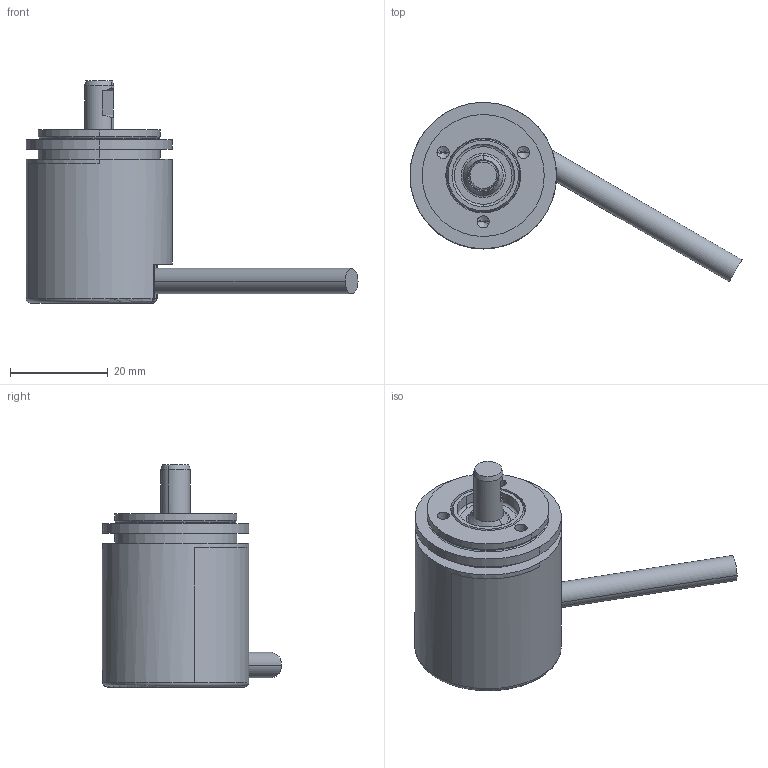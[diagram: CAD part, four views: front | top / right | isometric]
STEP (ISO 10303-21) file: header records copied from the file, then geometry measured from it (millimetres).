
FILE_DESCRIPTION((''),'2;1');
FILE_NAME('617491','2010-10-14T',('se2802'),(''),'PRO/ENGINEER BY PARAMETRIC TECHNOLOGY CORPORATION, 2010180','PRO/ENGINEER BY PARAMETRIC TECHNOLOGY CORPORATION, 2010180','');
FILE_SCHEMA(('CONFIG_CONTROL_DESIGN'));
Length unit declared in the file: millimetre
Products named in the file (1): 617491
Bounding box: 68 x 36.71 x 45.5 mm (x, y, z)
Volume: 13777.1 mm3; surface area: 11347.4 mm2
Topology: 3 solids, 3 shells, 195 faces, 501 edges, 309 vertices
Faces by surface type: cylinder 77, plane 54, cone 43, torus 19, sphere 2
Entity records: 6424 total; most frequent: CARTESIAN_POINT 1574, DIRECTION 1083, ORIENTED_EDGE 974, EDGE_CURVE 487, AXIS2_PLACEMENT_3D 445, VERTEX_POINT 309, CIRCLE 250, EDGE_LOOP 216
